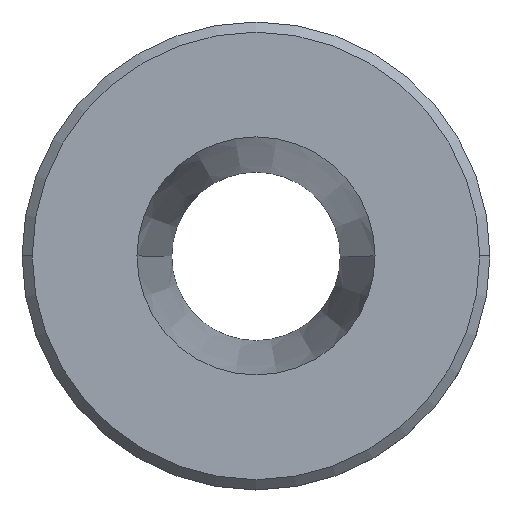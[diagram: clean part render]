
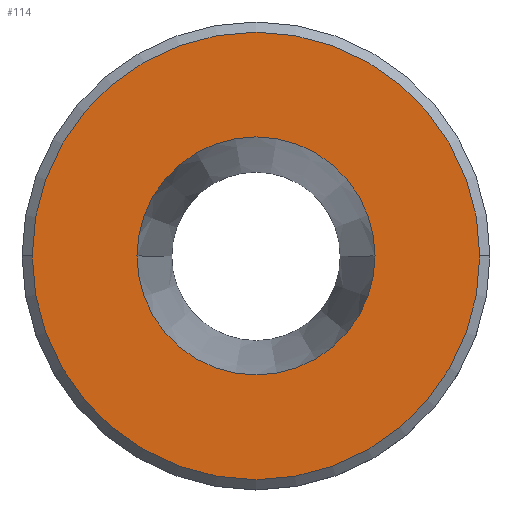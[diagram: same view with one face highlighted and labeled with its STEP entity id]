
A CAD part, top view. The second image highlights one B-rep face of the part: STEP entity #114.
In plain terms, the highlighted planar face has unit normal (0, 0, 1).
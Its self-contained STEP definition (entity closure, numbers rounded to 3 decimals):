
#74=VERTEX_POINT('',#187);
#76=VERTEX_POINT('',#189);
#114=ADVANCED_FACE('',(#232,#233),#234,.T.);
#118=EDGE_CURVE('',#162,#142,#239,.T.);
#142=VERTEX_POINT('',#265);
#150=EDGE_CURVE('',#76,#74,#273,.T.);
#152=EDGE_CURVE('',#74,#76,#275,.T.);
#154=EDGE_CURVE('',#142,#162,#277,.T.);
#162=VERTEX_POINT('',#286);
#187=CARTESIAN_POINT('',(-5.851,0.,3.));
#189=CARTESIAN_POINT('',(5.851,0.,3.));
#232=FACE_OUTER_BOUND('',#360,.T.);
#233=FACE_BOUND('',#361,.T.);
#234=PLANE('',#362);
#239=CIRCLE('',#368,11.0);
#265=CARTESIAN_POINT('',(-11.,0.,3.));
#273=CIRCLE('',#412,5.851);
#275=CIRCLE('',#415,5.851);
#277=CIRCLE('',#418,11.0);
#286=CARTESIAN_POINT('',(11.0,0.,3.));
#360=EDGE_LOOP('',(#500,#501));
#361=EDGE_LOOP('',(#502,#503));
#362=AXIS2_PLACEMENT_3D('',#504,#505,#506);
#368=AXIS2_PLACEMENT_3D('',#515,#516,#517);
#412=AXIS2_PLACEMENT_3D('',#551,#552,#553);
#415=AXIS2_PLACEMENT_3D('',#554,#555,#556);
#418=AXIS2_PLACEMENT_3D('',#557,#558,#559);
#500=ORIENTED_EDGE('',*,*,#118,.F.);
#501=ORIENTED_EDGE('',*,*,#154,.F.);
#502=ORIENTED_EDGE('',*,*,#150,.T.);
#503=ORIENTED_EDGE('',*,*,#152,.T.);
#504=CARTESIAN_POINT('',(8.426,0.,3.));
#505=DIRECTION('',(0.0,0.0,1.0));
#506=DIRECTION('',(-1.0,0.,0.0));
#515=CARTESIAN_POINT('',(0.,0.,3.));
#516=DIRECTION('',(0.0,0.0,-1.0));
#517=DIRECTION('',(1.0,0.,0.0));
#551=CARTESIAN_POINT('',(0.,0.,3.));
#552=DIRECTION('',(0.0,0.0,-1.0));
#553=DIRECTION('',(1.0,0.,0.0));
#554=CARTESIAN_POINT('',(0.,0.,3.));
#555=DIRECTION('',(0.0,0.0,-1.0));
#556=DIRECTION('',(1.0,0.,0.0));
#557=CARTESIAN_POINT('',(0.,0.,3.));
#558=DIRECTION('',(0.0,0.0,-1.0));
#559=DIRECTION('',(1.0,0.,0.0));
